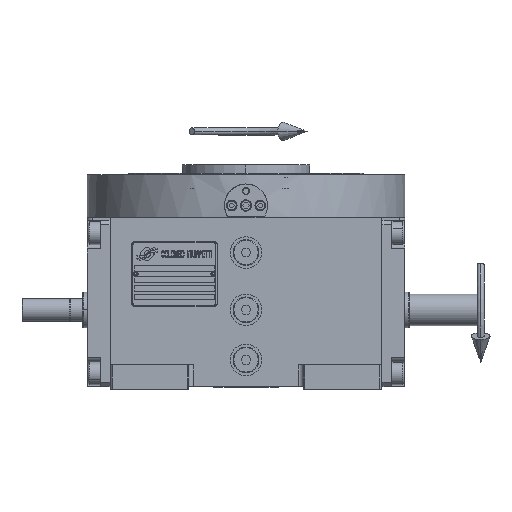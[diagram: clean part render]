
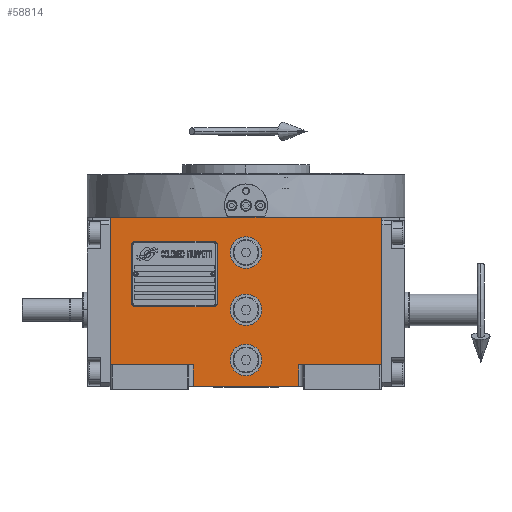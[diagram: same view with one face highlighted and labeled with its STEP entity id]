
A CAD part, top view. The second image highlights one B-rep face of the part: STEP entity #58814.
In plain terms, the highlighted planar face has unit normal (0, 0, 1).
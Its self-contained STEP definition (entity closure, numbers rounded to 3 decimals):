
#1090 = ORIENTED_EDGE ( 'NONE', *, *, #27797, .F. ) ;
#1239 = LINE ( 'NONE', #21897, #65296 ) ;
#1334 = ORIENTED_EDGE ( 'NONE', *, *, #61598, .F. ) ;
#1791 = EDGE_CURVE ( 'NONE', #42417, #2100, #23148, .T. ) ;
#2100 = VERTEX_POINT ( 'NONE', #23809 ) ;
#2135 = DIRECTION ( 'NONE',  ( 0., 0., 1. ) ) ;
#2786 = EDGE_LOOP ( 'NONE', ( #1090, #39431 ) ) ;
#3812 = PLANE ( 'NONE',  #8553 ) ;
#4446 = VERTEX_POINT ( 'NONE', #6016 ) ;
#5606 = ORIENTED_EDGE ( 'NONE', *, *, #58495, .F. ) ;
#5638 = CARTESIAN_POINT ( 'NONE',  ( -94.5, -38.5, 163.5 ) ) ;
#6016 = CARTESIAN_POINT ( 'NONE',  ( 37., -38.5, 163.5 ) ) ;
#7360 = CARTESIAN_POINT ( 'NONE',  ( 0., 40., 163.5 ) ) ;
#7991 = CARTESIAN_POINT ( 'NONE',  ( 11., -35., 163.5 ) ) ;
#8368 = CARTESIAN_POINT ( 'NONE',  ( -94.5, 64.5, 163.5 ) ) ;
#8553 = AXIS2_PLACEMENT_3D ( 'NONE', #19666, #24838, #40682 ) ;
#8978 = FACE_BOUND ( 'NONE', #46514, .T. ) ;
#12037 = DIRECTION ( 'NONE',  ( 1., 0., 0. ) ) ;
#12479 = DIRECTION ( 'NONE',  ( 1., 0., 0. ) ) ;
#12664 = VERTEX_POINT ( 'NONE', #32478 ) ;
#12665 = CARTESIAN_POINT ( 'NONE',  ( 94.5, -38.5, 163.5 ) ) ;
#14041 = VECTOR ( 'NONE', #36647, 1000. ) ;
#14939 = LINE ( 'NONE', #5638, #14041 ) ;
#14955 = EDGE_CURVE ( 'NONE', #54155, #12664, #19215, .T. ) ;
#15987 = VERTEX_POINT ( 'NONE', #32269 ) ;
#17302 = CARTESIAN_POINT ( 'NONE',  ( 0., -35., 163.5 ) ) ;
#17416 = DIRECTION ( 'NONE',  ( 0., 0., 1. ) ) ;
#17861 = LINE ( 'NONE', #12665, #39768 ) ;
#17909 = DIRECTION ( 'NONE',  ( 0., -1., 0. ) ) ;
#18363 = DIRECTION ( 'NONE',  ( 1., 0., 0. ) ) ;
#18817 = VERTEX_POINT ( 'NONE', #62088 ) ;
#18855 = EDGE_CURVE ( 'NONE', #15987, #38419, #14939, .T. ) ;
#19162 = ORIENTED_EDGE ( 'NONE', *, *, #46999, .F. ) ;
#19215 = CIRCLE ( 'NONE', #28012, 11. ) ;
#19666 = CARTESIAN_POINT ( 'NONE',  ( -94.5, -53.5, 163.5 ) ) ;
#20669 = VERTEX_POINT ( 'NONE', #59556 ) ;
#21579 = VERTEX_POINT ( 'NONE', #21921 ) ;
#21897 = CARTESIAN_POINT ( 'NONE',  ( -37., -53.5, 163.5 ) ) ;
#21921 = CARTESIAN_POINT ( 'NONE',  ( -11., 0., 163.5 ) ) ;
#21954 = CARTESIAN_POINT ( 'NONE',  ( -37., -53.5, 163.5 ) ) ;
#22223 = CARTESIAN_POINT ( 'NONE',  ( -11., 40., 163.5 ) ) ;
#23148 = CIRCLE ( 'NONE', #61589, 11. ) ;
#23809 = CARTESIAN_POINT ( 'NONE',  ( -11., -35., 163.5 ) ) ;
#24532 = ORIENTED_EDGE ( 'NONE', *, *, #62482, .F. ) ;
#24681 = CARTESIAN_POINT ( 'NONE',  ( 0., 0., 163.5 ) ) ;
#24714 = ORIENTED_EDGE ( 'NONE', *, *, #47430, .F. ) ;
#24838 = DIRECTION ( 'NONE',  ( 0., 0., 1. ) ) ;
#25854 = ORIENTED_EDGE ( 'NONE', *, *, #40646, .T. ) ;
#26614 = EDGE_LOOP ( 'NONE', ( #19162, #67799 ) ) ;
#27003 = VERTEX_POINT ( 'NONE', #54246 ) ;
#27304 = AXIS2_PLACEMENT_3D ( 'NONE', #17302, #2135, #64796 ) ;
#27797 = EDGE_CURVE ( 'NONE', #18817, #21579, #64639, .T. ) ;
#28012 = AXIS2_PLACEMENT_3D ( 'NONE', #7360, #28386, #49348 ) ;
#28386 = DIRECTION ( 'NONE',  ( 0., 0., 1. ) ) ;
#28441 = EDGE_CURVE ( 'NONE', #21579, #18817, #46036, .T. ) ;
#29460 = CARTESIAN_POINT ( 'NONE',  ( 0., 40., 163.5 ) ) ;
#29672 = CARTESIAN_POINT ( 'NONE',  ( 37., -38.5, 163.5 ) ) ;
#29995 = FACE_BOUND ( 'NONE', #26614, .T. ) ;
#30176 = ORIENTED_EDGE ( 'NONE', *, *, #1791, .F. ) ;
#30768 = VECTOR ( 'NONE', #18363, 1000. ) ;
#31409 = ORIENTED_EDGE ( 'NONE', *, *, #18855, .F. ) ;
#31617 = CARTESIAN_POINT ( 'NONE',  ( -94.5, -38.5, 163.5 ) ) ;
#32197 = CARTESIAN_POINT ( 'NONE',  ( -37., -38.5, 163.5 ) ) ;
#32269 = CARTESIAN_POINT ( 'NONE',  ( -94.5, -38.5, 163.5 ) ) ;
#32478 = CARTESIAN_POINT ( 'NONE',  ( 11., 40., 163.5 ) ) ;
#33614 = ORIENTED_EDGE ( 'NONE', *, *, #65361, .T. ) ;
#34086 = CARTESIAN_POINT ( 'NONE',  ( 37., -38.5, 163.5 ) ) ;
#34448 = VECTOR ( 'NONE', #17909, 1000. ) ;
#34948 = CIRCLE ( 'NONE', #37180, 11. ) ;
#35175 = LINE ( 'NONE', #29672, #40308 ) ;
#36647 = DIRECTION ( 'NONE',  ( 0., 1., 0. ) ) ;
#37180 = AXIS2_PLACEMENT_3D ( 'NONE', #29460, #50413, #45277 ) ;
#37548 = EDGE_CURVE ( 'NONE', #67847, #20669, #45535, .T. ) ;
#38419 = VERTEX_POINT ( 'NONE', #8368 ) ;
#39431 = ORIENTED_EDGE ( 'NONE', *, *, #28441, .F. ) ;
#39720 = LINE ( 'NONE', #66873, #30768 ) ;
#39749 = VECTOR ( 'NONE', #12479, 1000. ) ;
#39768 = VECTOR ( 'NONE', #54659, 1000. ) ;
#40308 = VECTOR ( 'NONE', #61294, 1000. ) ;
#40400 = CARTESIAN_POINT ( 'NONE',  ( -37., -53.5, 163.5 ) ) ;
#40646 = EDGE_CURVE ( 'NONE', #15987, #57909, #52231, .T. ) ;
#40682 = DIRECTION ( 'NONE',  ( 1., 0., 0. ) ) ;
#42348 = CARTESIAN_POINT ( 'NONE',  ( 94.5, -38.5, 163.5 ) ) ;
#42417 = VERTEX_POINT ( 'NONE', #7991 ) ;
#43301 = VECTOR ( 'NONE', #62585, 1000. ) ;
#45277 = DIRECTION ( 'NONE',  ( 1., 0., 0. ) ) ;
#45535 = LINE ( 'NONE', #40400, #39749 ) ;
#45668 = DIRECTION ( 'NONE',  ( 0., 0., 1. ) ) ;
#45761 = VERTEX_POINT ( 'NONE', #42348 ) ;
#45984 = AXIS2_PLACEMENT_3D ( 'NONE', #59185, #52063, #12037 ) ;
#46036 = CIRCLE ( 'NONE', #58092, 11. ) ;
#46514 = EDGE_LOOP ( 'NONE', ( #30176, #5606 ) ) ;
#46999 = EDGE_CURVE ( 'NONE', #12664, #54155, #34948, .T. ) ;
#47430 = EDGE_CURVE ( 'NONE', #38419, #27003, #39720, .T. ) ;
#49045 = DIRECTION ( 'NONE',  ( 1., 0., 0. ) ) ;
#49348 = DIRECTION ( 'NONE',  ( -1., 0., 0. ) ) ;
#49594 = EDGE_CURVE ( 'NONE', #45761, #27003, #17861, .T. ) ;
#50228 = LINE ( 'NONE', #34086, #34448 ) ;
#50267 = CIRCLE ( 'NONE', #27304, 11. ) ;
#50413 = DIRECTION ( 'NONE',  ( 0., 0., 1. ) ) ;
#50942 = FACE_OUTER_BOUND ( 'NONE', #63406, .T. ) ;
#52063 = DIRECTION ( 'NONE',  ( 0., 0., 1. ) ) ;
#52231 = LINE ( 'NONE', #31617, #43301 ) ;
#54155 = VERTEX_POINT ( 'NONE', #22223 ) ;
#54246 = CARTESIAN_POINT ( 'NONE',  ( 94.5, 64.5, 163.5 ) ) ;
#54659 = DIRECTION ( 'NONE',  ( 0., 1., 0. ) ) ;
#55554 = ORIENTED_EDGE ( 'NONE', *, *, #49594, .T. ) ;
#57810 = ORIENTED_EDGE ( 'NONE', *, *, #37548, .T. ) ;
#57909 = VERTEX_POINT ( 'NONE', #32197 ) ;
#58018 = DIRECTION ( 'NONE',  ( 0., 1., 0. ) ) ;
#58092 = AXIS2_PLACEMENT_3D ( 'NONE', #24681, #45668, #67013 ) ;
#58495 = EDGE_CURVE ( 'NONE', #2100, #42417, #50267, .T. ) ;
#58814 = ADVANCED_FACE ( 'NONE', ( #61289, #8978, #29995, #50942 ), #3812, .T. ) ;
#59185 = CARTESIAN_POINT ( 'NONE',  ( 0., 0., 163.5 ) ) ;
#59556 = CARTESIAN_POINT ( 'NONE',  ( 37., -53.5, 163.5 ) ) ;
#61289 = FACE_BOUND ( 'NONE', #2786, .T. ) ;
#61294 = DIRECTION ( 'NONE',  ( 1., 0., 0. ) ) ;
#61589 = AXIS2_PLACEMENT_3D ( 'NONE', #64554, #17416, #49045 ) ;
#61598 = EDGE_CURVE ( 'NONE', #4446, #20669, #50228, .T. ) ;
#62088 = CARTESIAN_POINT ( 'NONE',  ( 11., 0., 163.5 ) ) ;
#62482 = EDGE_CURVE ( 'NONE', #67847, #57909, #1239, .T. ) ;
#62585 = DIRECTION ( 'NONE',  ( 1., 0., 0. ) ) ;
#63406 = EDGE_LOOP ( 'NONE', ( #57810, #1334, #33614, #55554, #24714, #31409, #25854, #24532 ) ) ;
#64554 = CARTESIAN_POINT ( 'NONE',  ( 0., -35., 163.5 ) ) ;
#64639 = CIRCLE ( 'NONE', #45984, 11. ) ;
#64796 = DIRECTION ( 'NONE',  ( -1., 0., 0. ) ) ;
#65296 = VECTOR ( 'NONE', #58018, 1000. ) ;
#65361 = EDGE_CURVE ( 'NONE', #4446, #45761, #35175, .T. ) ;
#66873 = CARTESIAN_POINT ( 'NONE',  ( -94.5, 64.5, 163.5 ) ) ;
#67013 = DIRECTION ( 'NONE',  ( -1., 0., 0. ) ) ;
#67799 = ORIENTED_EDGE ( 'NONE', *, *, #14955, .F. ) ;
#67847 = VERTEX_POINT ( 'NONE', #21954 ) ;
